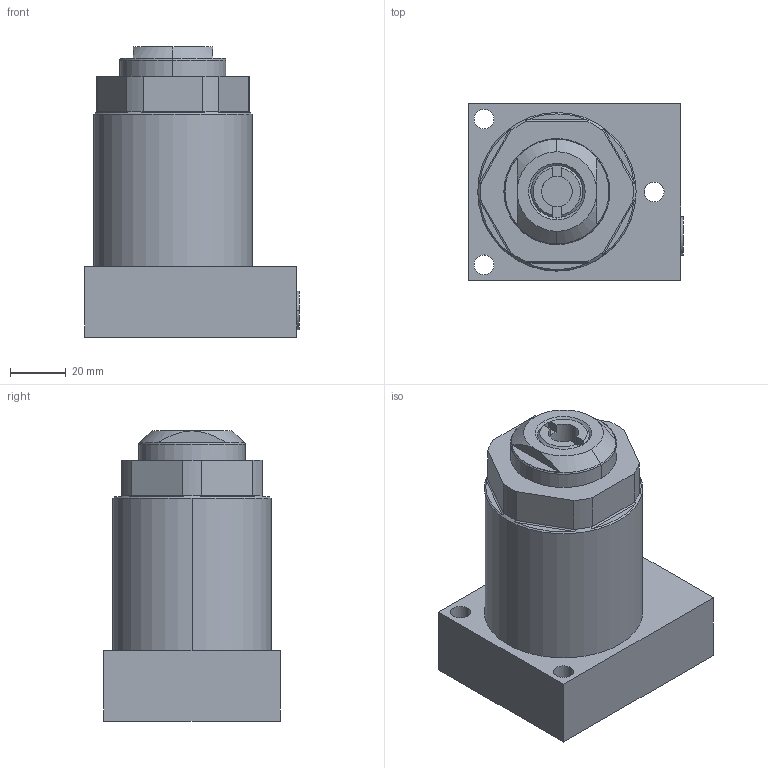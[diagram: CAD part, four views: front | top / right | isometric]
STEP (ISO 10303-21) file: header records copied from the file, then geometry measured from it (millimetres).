
FILE_DESCRIPTION((''),'2;1');
FILE_NAME('ILC10051506','2007-11-02T',('kr'),(''),'PRO/ENGINEER BY PARAMETRIC TECHNOLOGY CORPORATION, 2005180','PRO/ENGINEER BY PARAMETRIC TECHNOLOGY CORPORATION, 2005180','');
FILE_SCHEMA(('AUTOMOTIVE_DESIGN_CC2 { 1 2 10303 214 -1 1 5 2 }'));
Length unit declared in the file: inch
Products named in the file (1): ILC10051506
Bounding box: 77.22 x 63.5 x 104.27 mm (x, y, z)
Volume: 294918.2 mm3; surface area: 33222 mm2
Topology: 1 solids, 2 shells, 91 faces, 216 edges, 134 vertices
Faces by surface type: plane 39, cylinder 34, cone 16, torus 2
Entity records: 3023 total; most frequent: CARTESIAN_POINT 662, DIRECTION 474, ORIENTED_EDGE 432, EDGE_CURVE 216, AXIS2_PLACEMENT_3D 187, VERTEX_POINT 134, COLOUR_RGB 105, EDGE_LOOP 102
